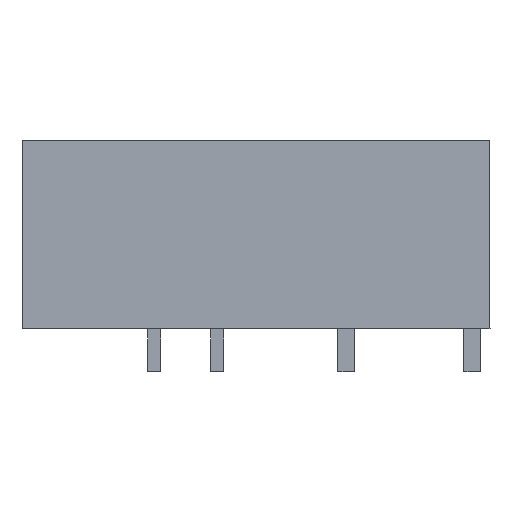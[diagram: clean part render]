
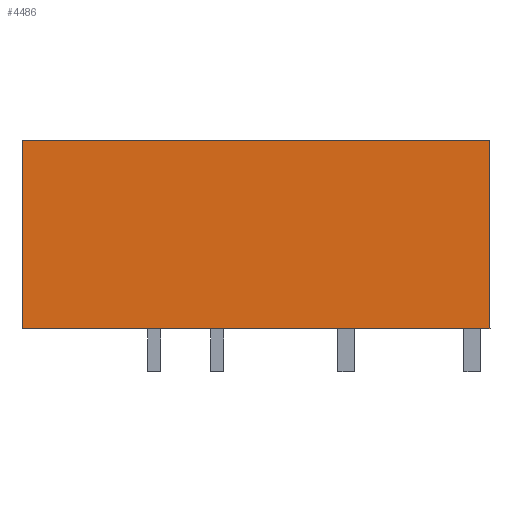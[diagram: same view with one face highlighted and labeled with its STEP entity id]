
A CAD part, left-side view. The second image highlights one B-rep face of the part: STEP entity #4486.
In plain terms, the highlighted planar face has unit normal (-1, 0, 0).
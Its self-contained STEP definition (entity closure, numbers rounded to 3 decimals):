
#4473=AXIS2_PLACEMENT_3D('Plane Axis2P3D',#4470,#4471,#4472) ;
#1444=CARTESIAN_POINT('Vertex',(0.,0.,14.)) ;
#1447=CARTESIAN_POINT('Line Origine',(0.,0.,8.3)) ;
#1451=CARTESIAN_POINT('Vertex',(0.,0.,2.6)) ;
#1599=CARTESIAN_POINT('Line Origine',(0.,14.15,2.6)) ;
#1603=CARTESIAN_POINT('Vertex',(0.,28.3,2.6)) ;
#3462=CARTESIAN_POINT('Vertex',(0.,28.3,14.)) ;
#3618=CARTESIAN_POINT('Line Origine',(0.,28.3,8.3)) ;
#4470=CARTESIAN_POINT('Axis2P3D Location',(0.,0.,17.5)) ;
#4475=CARTESIAN_POINT('Line Origine',(0.,14.15,14.)) ;
#1448=DIRECTION('Vector Direction',(0.,0.,-1.)) ;
#1600=DIRECTION('Vector Direction',(0.,-1.,0.)) ;
#3619=DIRECTION('Vector Direction',(0.,0.,1.)) ;
#4471=DIRECTION('Axis2P3D Direction',(-1.,0.,0.)) ;
#4472=DIRECTION('Axis2P3D XDirection',(0.,1.,0.)) ;
#4476=DIRECTION('Vector Direction',(0.,-1.,0.)) ;
#1449=VECTOR('Line Direction',#1448,1.) ;
#1601=VECTOR('Line Direction',#1600,1.) ;
#3620=VECTOR('Line Direction',#3619,1.) ;
#4477=VECTOR('Line Direction',#4476,1.) ;
#4481=ORIENTED_EDGE('',*,*,#4479,.F.) ;
#4482=ORIENTED_EDGE('',*,*,#3622,.F.) ;
#4483=ORIENTED_EDGE('',*,*,#1605,.T.) ;
#4484=ORIENTED_EDGE('',*,*,#1453,.T.) ;
#4486=ADVANCED_FACE('model',(#4485),#4474,.T.) ;
#1453=EDGE_CURVE('',#1452,#1445,#1450,.F.) ;
#1605=EDGE_CURVE('',#1604,#1452,#1602,.T.) ;
#3622=EDGE_CURVE('',#1604,#3463,#3621,.T.) ;
#4479=EDGE_CURVE('',#3463,#1445,#4478,.T.) ;
#4480=EDGE_LOOP('',(#4481,#4482,#4483,#4484)) ;
#4485=FACE_OUTER_BOUND('',#4480,.T.) ;
#1450=LINE('Line',#1447,#1449) ;
#1602=LINE('Line',#1599,#1601) ;
#3621=LINE('Line',#3618,#3620) ;
#4478=LINE('Line',#4475,#4477) ;
#4474=PLANE('',#4473) ;
#1445=VERTEX_POINT('',#1444) ;
#1452=VERTEX_POINT('',#1451) ;
#1604=VERTEX_POINT('',#1603) ;
#3463=VERTEX_POINT('',#3462) ;
